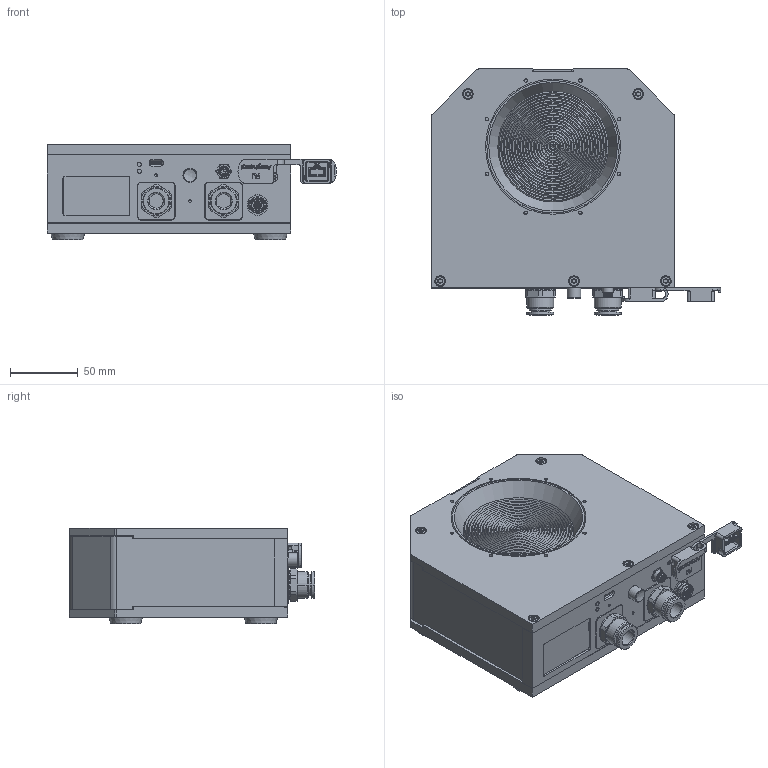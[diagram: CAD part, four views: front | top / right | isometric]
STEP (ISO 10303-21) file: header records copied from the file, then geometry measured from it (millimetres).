
FILE_DESCRIPTION(/* description */ (''),/* implementation_level */ '2;1');
FILE_NAME(/* name */ 'CPM-P-F-10 USS',/* time_stamp */ '2024-06-18T10:04:18+02:00',/* author */ (''),/* organization */ (''),/* preprocessor_version */ 'ST-DEVELOPER v16.5',/* originating_system */ 'HiCAD 2022 2702.5 Build 837',/* authorisation */ '');
FILE_SCHEMA (('AUTOMOTIVE_DESIGN { 1 0 10303 214 1 1 1 1 }'));
Products named in the file (44): Root; CPM-P-F-10_Baugruppe; ELSA-Steckverschraubung G3/8-12; Teil; HR30-8R-12SD; ZpÅ¯Ä; Ü¯¼¬°; Êß¯·Ý; â¹°½; J3; Rotationsteil_0; CPM-Plexi-2; KIRK-Abdeckhaube-K_Kantblech; CPM-RÜCKWAND-USB; CPM-Z-Anschlussplatte-2015; RJ45_Baugruppe; M-MRJ-538X-01-REVT4; Boss-Extrude2; Boss-Extrude3; CPM-F10-BODENPLATTE; ISO 14579-M5x10-10.9_Zylinderkopfschrauben_0; ISO 14579-M4x10-10.9_Zylinderkopfschrauben; Normteilgruppe _0; ISO 10642-M3x8-A4_Senkschrauben; PM-50-DECKPLATTE-FE; CPM-F-Absorber-2010
Assembly tree (43 placements, depth 4):
  Root
    CPM-P-F-10_Baugruppe
      ELSA-Steckverschraubung G3/8-12
        Teil
        Teil
      ELSA-Steckverschraubung G3/8-12
        Teil
        Teil
      HR30-8R-12SD
        ZpÅ¯Ä
        Ü¯¼¬°
        Êß¯·Ý
        â¹°½
      J3
        Teil
      Rotationsteil_0
      CPM-Plexi-2
      KIRK-Abdeckhaube-K_Kantblech
      CPM-RÜCKWAND-USB
      CPM-Z-Anschlussplatte-2015
      RJ45_Baugruppe
        M-MRJ-538X-01-REVT4
        Boss-Extrude2
        Boss-Extrude3
      CPM-F10-BODENPLATTE
      ISO 14579-M5x10-10.9_Zylinderkopfschrauben_0
      ISO 14579-M5x10-10.9_Zylinderkopfschrauben_0
      ISO 14579-M5x10-10.9_Zylinderkopfschrauben_0
      ISO 14579-M5x10-10.9_Zylinderkopfschrauben_0
      ISO 14579-M4x10-10.9_Zylinderkopfschrauben
      ISO 14579-M4x10-10.9_Zylinderkopfschrauben
      ISO 14579-M4x10-10.9_Zylinderkopfschrauben
      ISO 14579-M4x10-10.9_Zylinderkopfschrauben
      ISO 14579-M4x10-10.9_Zylinderkopfschrauben
      Normteilgruppe _0
        ISO 14579-M4x10-10.9_Zylinderkopfschrauben
        ISO 14579-M4x10-10.9_Zylinderkopfschrauben
        ISO 14579-M4x10-10.9_Zylinderkopfschrauben
      Normteilgruppe _0
        ISO 14579-M4x10-10.9_Zylinderkopfschrauben
        ISO 14579-M4x10-10.9_Zylinderkopfschrauben
      ISO 10642-M3x8-A4_Senkschrauben
      PM-50-DECKPLATTE-FE
      CPM-F-Absorber-2010
Bounding box: 214 x 182 x 71 mm (x, y, z)
Volume: 703670.1 mm3; surface area: 267280.7 mm2
Topology: 48 solids, 55 shells, 4070 faces, 10364 edges, 6562 vertices
Faces by surface type: plane 1892, cylinder 1315, bspline 405, cone 256, torus 171, sphere 31
Full cylindrical faces by diameter (mm): 0.3 x12, 0.6 x28, 0.9 x24, 0.97 x12, 1 x8, 1.1 x12, 1.9 x1, 2 x1, 2.05 x1, 2.261 x2, 2.5 x8, 3 x1, 3.049 x2, 3.07 x2, 3.1 x4, 3.141 x1, 3.2 x4, 3.3 x11, 3.4 x6, 3.47 x1, 4 x10, 4.5 x10, 5 x8, 5.5 x1, 5.8 x2, 6 x5, 6.5 x1, 6.9 x1, 7 x10, 7.5 x1
Entity records: 240003 total; most frequent: CARTESIAN_POINT 49506, PRESENTATION_STYLE_ASSIGNMENT 19665, COLOUR_RGB 19637, OVER_RIDING_STYLED_ITEM 19629, DRAUGHTING_PRE_DEFINED_CURVE_FONT 19628, CURVE_STYLE 19628, ORIENTED_EDGE 19628, DIRECTION 18325
